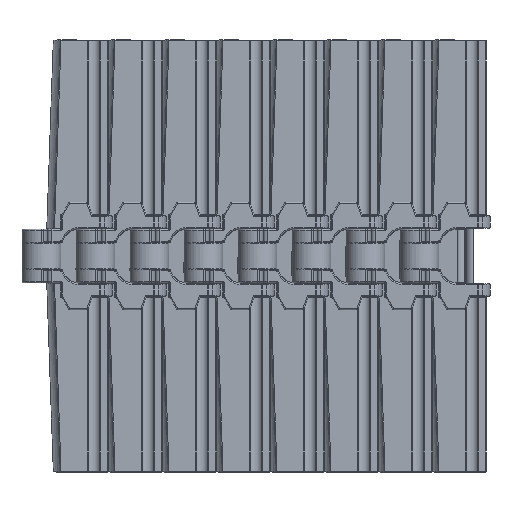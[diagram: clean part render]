
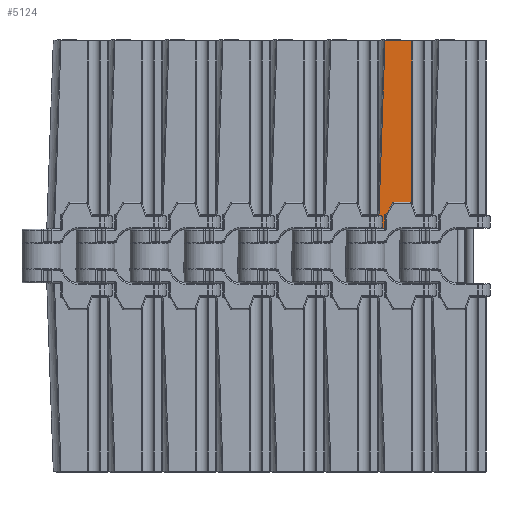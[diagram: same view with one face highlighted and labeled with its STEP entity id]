
A CAD part, front view. The second image highlights one B-rep face of the part: STEP entity #5124.
In plain terms, the highlighted planar face has unit normal (0, -1, 0).
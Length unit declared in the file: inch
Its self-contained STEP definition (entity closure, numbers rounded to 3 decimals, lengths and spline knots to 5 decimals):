
#805=DIRECTION('',(-1.,0.,0.));
#806=VECTOR('',#805,0.1727);
#807=CARTESIAN_POINT('',(-0.175,0.355,0.77));
#808=LINE('',#807,#806);
#813=DIRECTION('',(-0.035,0.,-0.999));
#814=VECTOR('',#813,5.20817);
#815=CARTESIAN_POINT('',(-0.16594,0.355,5.975));
#816=LINE('',#815,#814);
#821=DIRECTION('',(1.,0.,0.));
#822=VECTOR('',#821,0.74101);
#823=CARTESIAN_POINT('',(-0.16594,0.355,5.975));
#824=LINE('',#823,#822);
#3670=DIRECTION('',(-1.,0.,0.));
#3671=VECTOR('',#3670,0.75007);
#3672=CARTESIAN_POINT('',(0.57507,0.355,1.145));
#3673=LINE('',#3672,#3671);
#3963=DIRECTION('',(0.,0.,-1.));
#3964=VECTOR('',#3963,0.375);
#3965=CARTESIAN_POINT('',(-0.175,0.355,1.145));
#3966=LINE('',#3965,#3964);
#3981=DIRECTION('',(0.,0.,-1.));
#3982=VECTOR('',#3981,4.83);
#3983=CARTESIAN_POINT('',(0.57507,0.355,5.975));
#3984=LINE('',#3983,#3982);
#4350=CARTESIAN_POINT('',(-0.3477,0.355,0.77));
#4352=VERTEX_POINT('',#4350);
#4362=CARTESIAN_POINT('',(-0.175,0.355,0.77));
#4363=VERTEX_POINT('',#4362);
#4365=CARTESIAN_POINT('',(0.57507,0.355,5.975));
#4367=VERTEX_POINT('',#4365);
#4368=CARTESIAN_POINT('',(-0.16594,0.355,5.975));
#4370=VERTEX_POINT('',#4368);
#4376=CARTESIAN_POINT('',(0.57507,0.355,1.145));
#4377=VERTEX_POINT('',#4376);
#4565=CARTESIAN_POINT('',(-0.175,0.355,1.145));
#4566=VERTEX_POINT('',#4565);
#5107=CARTESIAN_POINT('',(-0.16,0.355,-6.));
#5108=DIRECTION('',(0.,-1.,0.));
#5109=DIRECTION('',(0.,0.,-1.));
#5110=AXIS2_PLACEMENT_3D('',#5107,#5108,#5109);
#5111=PLANE('',#5110);
#5112=ORIENTED_EDGE('',*,*,#4926,.F.);
#5114=ORIENTED_EDGE('',*,*,#5113,.T.);
#5116=ORIENTED_EDGE('',*,*,#5115,.T.);
#5118=ORIENTED_EDGE('',*,*,#5117,.T.);
#5120=ORIENTED_EDGE('',*,*,#5119,.T.);
#5121=ORIENTED_EDGE('',*,*,#5092,.T.);
#5122=EDGE_LOOP('',(#5112,#5114,#5116,#5118,#5120,#5121));
#5123=FACE_OUTER_BOUND('',#5122,.F.);
#4926=EDGE_CURVE('',#4370,#4352,#816,.T.);
#5092=EDGE_CURVE('',#4363,#4352,#808,.T.);
#5113=EDGE_CURVE('',#4370,#4367,#824,.T.);
#5115=EDGE_CURVE('',#4367,#4377,#3984,.T.);
#5117=EDGE_CURVE('',#4377,#4566,#3673,.T.);
#5119=EDGE_CURVE('',#4566,#4363,#3966,.T.);
#5124=ADVANCED_FACE('',(#5123),#5111,.T.);
